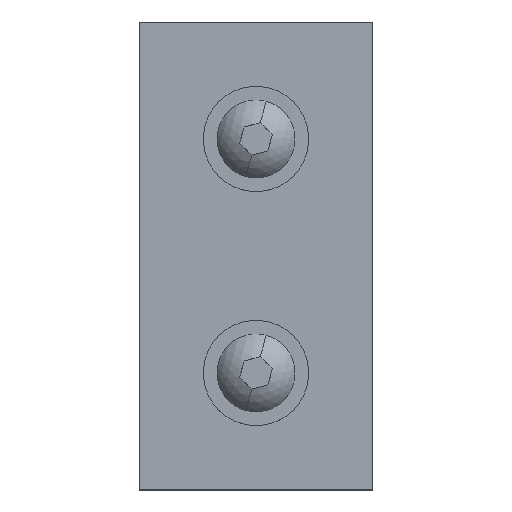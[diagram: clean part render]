
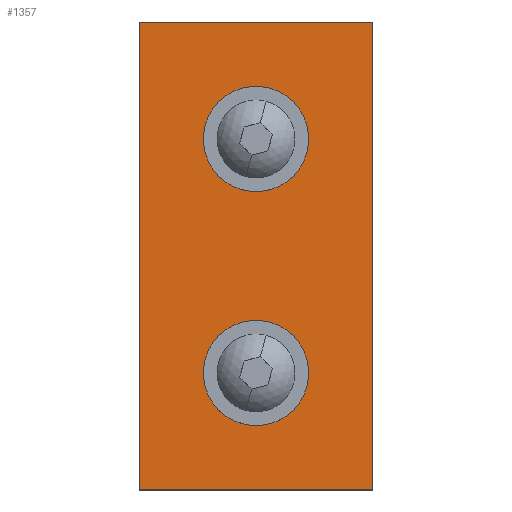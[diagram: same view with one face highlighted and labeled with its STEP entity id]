
A CAD part, top view. The second image highlights one B-rep face of the part: STEP entity #1357.
In plain terms, the highlighted planar face has unit normal (0, 0, 1).
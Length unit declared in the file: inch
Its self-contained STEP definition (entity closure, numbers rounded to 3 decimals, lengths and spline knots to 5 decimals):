
#23 = EDGE_CURVE ( 'NONE', #1022, #1711, #265, .T. ) ;
#57 = ORIENTED_EDGE ( 'NONE', *, *, #1646, .T. ) ;
#95 = CARTESIAN_POINT ( 'NONE',  ( 1.5, 0., 0.25 ) ) ;
#100 = CARTESIAN_POINT ( 'NONE',  ( 0.586, 2.25, 0.25 ) ) ;
#124 = LINE ( 'NONE', #125, #126 ) ;
#125 = CARTESIAN_POINT ( 'NONE',  ( 0., 0., 0.25 ) ) ;
#126 = VECTOR ( 'NONE', #127, 39.37008 ) ;
#127 = DIRECTION ( 'NONE',  ( 1., 0., 0. ) ) ;
#172 = CARTESIAN_POINT ( 'NONE',  ( 0.914, 0.75, 0.25 ) ) ;
#204 = LINE ( 'NONE', #205, #206 ) ;
#205 = CARTESIAN_POINT ( 'NONE',  ( 0., 3., 0.25 ) ) ;
#206 = VECTOR ( 'NONE', #207, 39.37008 ) ;
#207 = DIRECTION ( 'NONE',  ( 0., -1., 0. ) ) ;
#217 = CARTESIAN_POINT ( 'NONE',  ( 0.914, 2.25, 0.25 ) ) ;
#246 = CIRCLE ( 'NONE', #247, 0.164 ) ;
#247 = AXIS2_PLACEMENT_3D ( 'NONE', #248, #249, #250 ) ;
#248 = CARTESIAN_POINT ( 'NONE',  ( 0.75, 0.75, 0.25 ) ) ;
#249 = DIRECTION ( 'NONE',  ( 0., 0., 1. ) ) ;
#250 = DIRECTION ( 'NONE',  ( 1., 0., 0. ) ) ;
#265 = CIRCLE ( 'NONE', #266, 0.164 ) ;
#266 = AXIS2_PLACEMENT_3D ( 'NONE', #267, #268, #269 ) ;
#267 = CARTESIAN_POINT ( 'NONE',  ( 0.75, 0.75, 0.25 ) ) ;
#268 = DIRECTION ( 'NONE',  ( 0., 0., 1. ) ) ;
#269 = DIRECTION ( 'NONE',  ( 1., 0., 0. ) ) ;
#300 = CARTESIAN_POINT ( 'NONE',  ( 0., 0., 0.25 ) ) ;
#331 = FACE_BOUND ( 'NONE', #1618, .T. ) ;
#332 = FACE_BOUND ( 'NONE', #1809, .T. ) ;
#333 = FACE_OUTER_BOUND ( 'NONE', #1689, .T. ) ;
#334 = PLANE ( 'NONE',  #335 ) ;
#335 = AXIS2_PLACEMENT_3D ( 'NONE', #336, #337, #338 ) ;
#336 = CARTESIAN_POINT ( 'NONE',  ( 0., 3., 0.25 ) ) ;
#337 = DIRECTION ( 'NONE',  ( 0., 0., 1. ) ) ;
#338 = DIRECTION ( 'NONE',  ( 1., 0., 0. ) ) ;
#415 = CARTESIAN_POINT ( 'NONE',  ( 0.586, 0.75, 0.25 ) ) ;
#539 = CIRCLE ( 'NONE', #540, 0.164 ) ;
#540 = AXIS2_PLACEMENT_3D ( 'NONE', #541, #542, #543 ) ;
#541 = CARTESIAN_POINT ( 'NONE',  ( 0.75, 2.25, 0.25 ) ) ;
#542 = DIRECTION ( 'NONE',  ( 0., 0., 1. ) ) ;
#543 = DIRECTION ( 'NONE',  ( 1., 0., 0. ) ) ;
#581 = LINE ( 'NONE', #582, #583 ) ;
#582 = CARTESIAN_POINT ( 'NONE',  ( 1.5, 3., 0.25 ) ) ;
#583 = VECTOR ( 'NONE', #584, 39.37008 ) ;
#584 = DIRECTION ( 'NONE',  ( 0., 1., 0. ) ) ;
#638 = CIRCLE ( 'NONE', #639, 0.164 ) ;
#639 = AXIS2_PLACEMENT_3D ( 'NONE', #640, #641, #642 ) ;
#640 = CARTESIAN_POINT ( 'NONE',  ( 0.75, 2.25, 0.25 ) ) ;
#641 = DIRECTION ( 'NONE',  ( 0., 0., 1. ) ) ;
#642 = DIRECTION ( 'NONE',  ( 1., 0., 0. ) ) ;
#710 = EDGE_CURVE ( 'NONE', #1766, #1747, #638, .T. ) ;
#742 = LINE ( 'NONE', #743, #745 ) ;
#743 = CARTESIAN_POINT ( 'NONE',  ( 0., 3., 0.25 ) ) ;
#745 = VECTOR ( 'NONE', #746, 39.37008 ) ;
#746 = DIRECTION ( 'NONE',  ( -1., 0., 0. ) ) ;
#866 = CARTESIAN_POINT ( 'NONE',  ( 1.5, 3., 0.25 ) ) ;
#894 = CARTESIAN_POINT ( 'NONE',  ( 0., 3., 0.25 ) ) ;
#914 = EDGE_CURVE ( 'NONE', #1838, #1745, #124, .T. ) ;
#987 = ORIENTED_EDGE ( 'NONE', *, *, #710, .F. ) ;
#1022 = VERTEX_POINT ( 'NONE', #172 ) ;
#1236 = EDGE_CURVE ( 'NONE', #1711, #1022, #246, .T. ) ;
#1357 = ADVANCED_FACE ( 'NONE', ( #331, #332, #333 ), #334, .T. ) ;
#1610 = ORIENTED_EDGE ( 'NONE', *, *, #23, .F. ) ;
#1616 = EDGE_CURVE ( 'NONE', #1745, #1676, #581, .T. ) ;
#1618 = EDGE_LOOP ( 'NONE', ( #987, #1778 ) ) ;
#1646 = EDGE_CURVE ( 'NONE', #1676, #1685, #742, .T. ) ;
#1676 = VERTEX_POINT ( 'NONE', #866 ) ;
#1684 = ORIENTED_EDGE ( 'NONE', *, *, #1236, .F. ) ;
#1685 = VERTEX_POINT ( 'NONE', #894 ) ;
#1689 = EDGE_LOOP ( 'NONE', ( #1785, #1757, #1796, #57 ) ) ;
#1711 = VERTEX_POINT ( 'NONE', #415 ) ;
#1745 = VERTEX_POINT ( 'NONE', #95 ) ;
#1747 = VERTEX_POINT ( 'NONE', #100 ) ;
#1757 = ORIENTED_EDGE ( 'NONE', *, *, #914, .T. ) ;
#1764 = EDGE_CURVE ( 'NONE', #1685, #1838, #204, .T. ) ;
#1766 = VERTEX_POINT ( 'NONE', #217 ) ;
#1778 = ORIENTED_EDGE ( 'NONE', *, *, #1866, .F. ) ;
#1785 = ORIENTED_EDGE ( 'NONE', *, *, #1764, .T. ) ;
#1796 = ORIENTED_EDGE ( 'NONE', *, *, #1616, .T. ) ;
#1809 = EDGE_LOOP ( 'NONE', ( #1610, #1684 ) ) ;
#1838 = VERTEX_POINT ( 'NONE', #300 ) ;
#1866 = EDGE_CURVE ( 'NONE', #1747, #1766, #539, .T. ) ;
